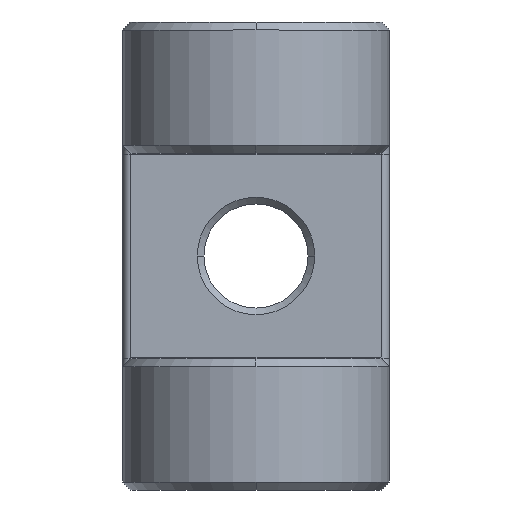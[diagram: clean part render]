
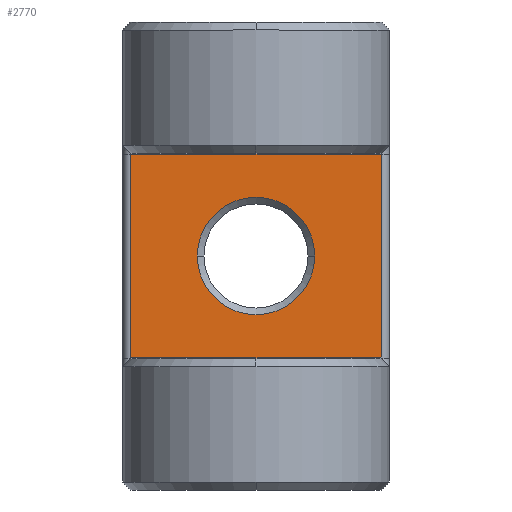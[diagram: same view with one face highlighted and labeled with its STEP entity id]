
A CAD part, left-side view. The second image highlights one B-rep face of the part: STEP entity #2770.
In plain terms, the highlighted planar face has unit normal (-1, 0, 0).
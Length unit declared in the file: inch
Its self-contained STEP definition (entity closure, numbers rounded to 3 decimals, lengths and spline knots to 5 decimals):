
#1094=DIRECTION('',(0.,0.,1.));
#1095=VECTOR('',#1094,0.765);
#1096=CARTESIAN_POINT('',(0.75,0.47,-0.3825));
#1097=LINE('',#1096,#1095);
#1101=DIRECTION('',(0.,1.,0.));
#1102=VECTOR('',#1101,0.94);
#1103=CARTESIAN_POINT('',(0.75,-0.47,0.3825));
#1104=LINE('',#1103,#1102);
#1108=DIRECTION('',(0.,0.,-1.));
#1109=VECTOR('',#1108,0.765);
#1110=CARTESIAN_POINT('',(0.75,-0.47,0.3825));
#1111=LINE('',#1110,#1109);
#1115=DIRECTION('',(0.,1.,0.));
#1116=VECTOR('',#1115,0.94);
#1117=CARTESIAN_POINT('',(0.75,-0.47,-0.3825));
#1118=LINE('',#1117,#1116);
#1122=CARTESIAN_POINT('',(0.75,0.,0.));
#1123=DIRECTION('',(1.,0.,0.));
#1124=DIRECTION('',(0.,-1.,0.));
#1125=AXIS2_PLACEMENT_3D('',#1122,#1123,#1124);
#1130=CARTESIAN_POINT('',(0.75,0.,0.));
#1131=DIRECTION('',(1.,0.,0.));
#1132=DIRECTION('',(0.,1.,0.));
#1133=AXIS2_PLACEMENT_3D('',#1130,#1131,#1132);
#1814=CARTESIAN_POINT('',(0.75,0.47,0.3825));
#1815=VERTEX_POINT('',#1814);
#1818=CARTESIAN_POINT('',(0.75,0.47,-0.3825));
#1819=VERTEX_POINT('',#1818);
#1862=CARTESIAN_POINT('',(0.75,-0.47,-0.3825));
#1863=VERTEX_POINT('',#1862);
#1866=CARTESIAN_POINT('',(0.75,-0.47,0.3825));
#1867=VERTEX_POINT('',#1866);
#1892=CARTESIAN_POINT('',(0.75,-0.22,0.));
#1893=CARTESIAN_POINT('',(0.75,0.22,0.));
#1894=VERTEX_POINT('',#1892);
#1895=VERTEX_POINT('',#1893);
#2750=CARTESIAN_POINT('',(0.75,-0.5,-0.445));
#2751=DIRECTION('',(-1.,0.,0.));
#2752=DIRECTION('',(0.,0.,1.));
#2753=AXIS2_PLACEMENT_3D('',#2750,#2751,#2752);
#2754=PLANE('',#2753);
#2756=ORIENTED_EDGE('',*,*,#2755,.T.);
#2758=ORIENTED_EDGE('',*,*,#2757,.F.);
#2760=ORIENTED_EDGE('',*,*,#2759,.T.);
#2762=ORIENTED_EDGE('',*,*,#2761,.T.);
#2763=EDGE_LOOP('',(#2756,#2758,#2760,#2762));
#2764=FACE_OUTER_BOUND('',#2763,.F.);
#2765=ORIENTED_EDGE('',*,*,#2740,.F.);
#2767=ORIENTED_EDGE('',*,*,#2766,.F.);
#2768=EDGE_LOOP('',(#2765,#2767));
#2769=FACE_BOUND('',#2768,.F.);
#2770=ADVANCED_FACE('',(#2764,#2769),#2754,.T.);
#1126=CIRCLE('',#1125,0.22);
#1134=CIRCLE('',#1133,0.22);
#2740=EDGE_CURVE('',#1894,#1895,#1126,.T.);
#2755=EDGE_CURVE('',#1819,#1815,#1097,.T.);
#2757=EDGE_CURVE('',#1867,#1815,#1104,.T.);
#2759=EDGE_CURVE('',#1867,#1863,#1111,.T.);
#2761=EDGE_CURVE('',#1863,#1819,#1118,.T.);
#2766=EDGE_CURVE('',#1895,#1894,#1134,.T.);
